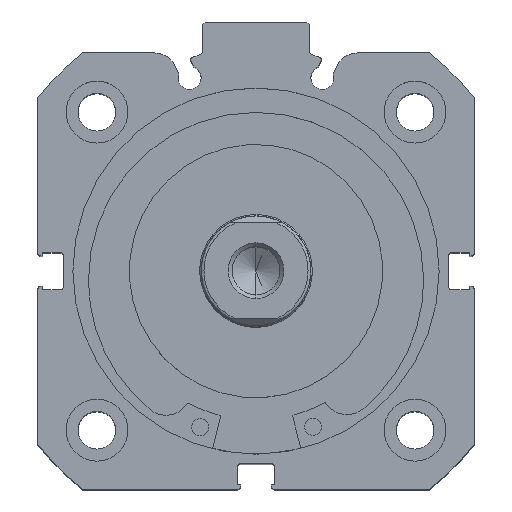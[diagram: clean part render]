
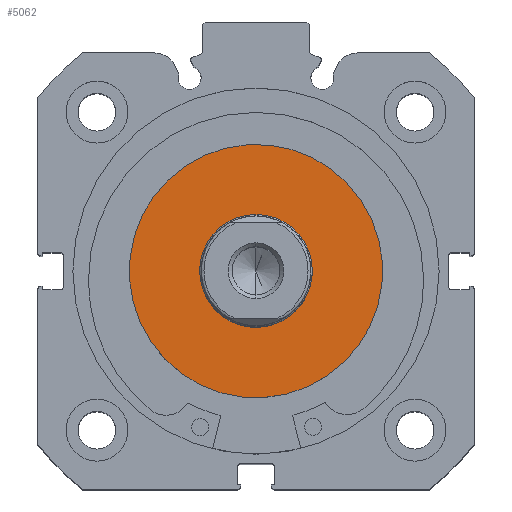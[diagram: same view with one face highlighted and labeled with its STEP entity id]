
A CAD part, top view. The second image highlights one B-rep face of the part: STEP entity #5062.
In plain terms, the highlighted face is planar.
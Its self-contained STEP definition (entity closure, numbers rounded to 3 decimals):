
#1145 = CARTESIAN_POINT ( 'NONE',  ( 0., 0., 0. ) ) ;
#1147 = CARTESIAN_POINT ( 'NONE',  ( 0., 0., 0. ) ) ;
#1148 = DIRECTION ( 'NONE',  ( -1., 0., 0. ) ) ;
#1149 = DIRECTION ( 'NONE',  ( 0., 0., 1. ) ) ;
#1150 = CARTESIAN_POINT ( 'NONE',  ( 0., 0., 0. ) ) ;
#1151 = DIRECTION ( 'NONE',  ( -1., 0., 0. ) ) ;
#1152 = DIRECTION ( 'NONE',  ( 0., 0., 1. ) ) ;
#1155 = DIRECTION ( 'NONE',  ( -1., 0., 0. ) ) ;
#1156 = DIRECTION ( 'NONE',  ( 0., 0., 1. ) ) ;
#1619 = CIRCLE ( 'NONE', #6187, 22.5 ) ;
#1621 = CIRCLE ( 'NONE', #6188, 22.5 ) ;
#1622 = CIRCLE ( 'NONE', #6190, 10. ) ;
#1661 = CIRCLE ( 'NONE', #6208, 10. ) ;
#1758 = CARTESIAN_POINT ( 'NONE',  ( 0., 0., 0. ) ) ;
#1767 = DIRECTION ( 'NONE',  ( -1., 0., 0. ) ) ;
#1768 = DIRECTION ( 'NONE',  ( 0., 0., 1. ) ) ;
#2402 = CARTESIAN_POINT ( 'NONE',  ( 0., 0., -10. ) ) ;
#2417 = CARTESIAN_POINT ( 'NONE',  ( 0., 0., -22.5 ) ) ;
#2519 = CARTESIAN_POINT ( 'NONE',  ( 0., 0., 10. ) ) ;
#2536 = CARTESIAN_POINT ( 'NONE',  ( 0., 0., 22.5 ) ) ;
#2785 = DIRECTION ( 'NONE',  ( 0., 0., -1. ) ) ;
#2786 = DIRECTION ( 'NONE',  ( 1., 0., 0. ) ) ;
#2787 = PLANE ( 'NONE',  #5772 ) ;
#2788 = CARTESIAN_POINT ( 'NONE',  ( 0., 22.5, 0. ) ) ;
#3748 = ORIENTED_EDGE ( 'NONE', *, *, #5672, .F. ) ;
#3766 = ORIENTED_EDGE ( 'NONE', *, *, #5702, .F. ) ;
#3784 = ORIENTED_EDGE ( 'NONE', *, *, #5670, .T. ) ;
#3791 = ORIENTED_EDGE ( 'NONE', *, *, #5669, .T. ) ;
#3918 = EDGE_LOOP ( 'NONE', ( #3784, #3791 ) ) ;
#3999 = EDGE_LOOP ( 'NONE', ( #3766, #3748 ) ) ;
#4752 = VERTEX_POINT ( 'NONE', #2536 ) ;
#4757 = VERTEX_POINT ( 'NONE', #2519 ) ;
#4792 = VERTEX_POINT ( 'NONE', #2417 ) ;
#4797 = VERTEX_POINT ( 'NONE', #2402 ) ;
#5062 = ADVANCED_FACE ( 'NONE', ( #6681, #6689 ), #2787, .F. ) ;
#5669 = EDGE_CURVE ( 'NONE', #4792, #4752, #1619, .T. ) ;
#5670 = EDGE_CURVE ( 'NONE', #4752, #4792, #1621, .T. ) ;
#5672 = EDGE_CURVE ( 'NONE', #4797, #4757, #1622, .T. ) ;
#5702 = EDGE_CURVE ( 'NONE', #4757, #4797, #1661, .T. ) ;
#5772 = AXIS2_PLACEMENT_3D ( 'NONE', #2788, #2786, #2785 ) ;
#6187 = AXIS2_PLACEMENT_3D ( 'NONE', #1147, #1148, #1149 ) ;
#6188 = AXIS2_PLACEMENT_3D ( 'NONE', #1150, #1151, #1152 ) ;
#6190 = AXIS2_PLACEMENT_3D ( 'NONE', #1145, #1155, #1156 ) ;
#6208 = AXIS2_PLACEMENT_3D ( 'NONE', #1758, #1767, #1768 ) ;
#6681 = FACE_BOUND ( 'NONE', #3999, .T. ) ;
#6689 = FACE_OUTER_BOUND ( 'NONE', #3918, .T. ) ;
